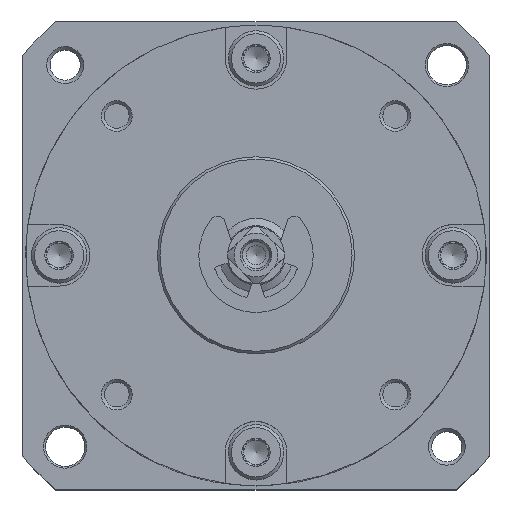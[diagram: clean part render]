
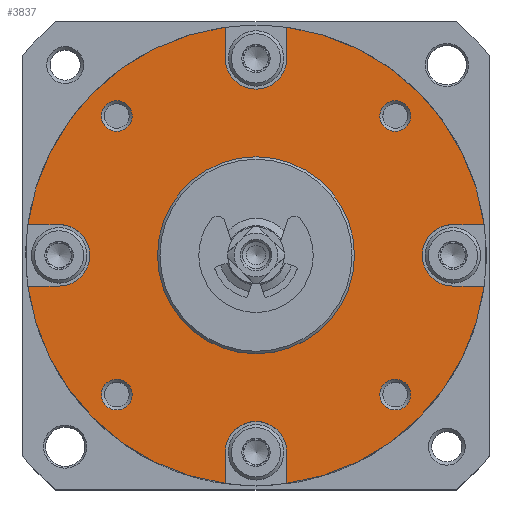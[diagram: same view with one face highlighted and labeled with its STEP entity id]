
A CAD part, top view. The second image highlights one B-rep face of the part: STEP entity #3837.
In plain terms, the highlighted face is planar.
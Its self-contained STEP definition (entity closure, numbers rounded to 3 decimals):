
#53=PLANE('',#4174);
#308=LINE('',#6231,#532);
#309=LINE('',#6235,#533);
#310=LINE('',#6236,#534);
#311=LINE('',#6240,#535);
#312=LINE('',#6241,#536);
#313=LINE('',#6245,#537);
#314=LINE('',#6246,#538);
#315=LINE('',#6250,#539);
#532=VECTOR('',#4795,1000.);
#533=VECTOR('',#4798,1000.);
#534=VECTOR('',#4799,1000.);
#535=VECTOR('',#4802,1000.);
#536=VECTOR('',#4803,1000.);
#537=VECTOR('',#4806,1000.);
#538=VECTOR('',#4807,1000.);
#539=VECTOR('',#4810,1000.);
#822=ORIENTED_EDGE('',*,*,#1886,.F.);
#823=ORIENTED_EDGE('',*,*,#1887,.F.);
#824=ORIENTED_EDGE('',*,*,#1888,.T.);
#825=ORIENTED_EDGE('',*,*,#1879,.F.);
#826=ORIENTED_EDGE('',*,*,#1889,.F.);
#827=ORIENTED_EDGE('',*,*,#1890,.T.);
#828=ORIENTED_EDGE('',*,*,#1891,.T.);
#829=ORIENTED_EDGE('',*,*,#1875,.F.);
#830=ORIENTED_EDGE('',*,*,#1892,.F.);
#831=ORIENTED_EDGE('',*,*,#1893,.T.);
#832=ORIENTED_EDGE('',*,*,#1894,.T.);
#833=ORIENTED_EDGE('',*,*,#1871,.F.);
#834=ORIENTED_EDGE('',*,*,#1895,.F.);
#835=ORIENTED_EDGE('',*,*,#1896,.T.);
#836=ORIENTED_EDGE('',*,*,#1897,.T.);
#837=ORIENTED_EDGE('',*,*,#1883,.F.);
#838=ORIENTED_EDGE('',*,*,#1898,.T.);
#839=ORIENTED_EDGE('',*,*,#1899,.T.);
#840=ORIENTED_EDGE('',*,*,#1900,.T.);
#841=ORIENTED_EDGE('',*,*,#1901,.T.);
#842=ORIENTED_EDGE('',*,*,#1902,.T.);
#1871=EDGE_CURVE('',#2378,#2380,#2731,.T.);
#1875=EDGE_CURVE('',#2383,#2384,#2733,.T.);
#1879=EDGE_CURVE('',#2387,#2388,#2735,.T.);
#1883=EDGE_CURVE('',#2391,#2392,#2737,.T.);
#1886=EDGE_CURVE('',#2394,#2391,#308,.T.);
#1887=EDGE_CURVE('',#2395,#2394,#2739,.F.);
#1888=EDGE_CURVE('',#2395,#2388,#309,.T.);
#1889=EDGE_CURVE('',#2396,#2387,#310,.T.);
#1890=EDGE_CURVE('',#2396,#2397,#2740,.T.);
#1891=EDGE_CURVE('',#2397,#2384,#311,.T.);
#1892=EDGE_CURVE('',#2398,#2383,#312,.T.);
#1893=EDGE_CURVE('',#2398,#2399,#2741,.T.);
#1894=EDGE_CURVE('',#2399,#2380,#313,.T.);
#1895=EDGE_CURVE('',#2400,#2378,#314,.T.);
#1896=EDGE_CURVE('',#2400,#2401,#2742,.T.);
#1897=EDGE_CURVE('',#2401,#2392,#315,.T.);
#1898=EDGE_CURVE('',#2402,#2402,#2743,.T.);
#1899=EDGE_CURVE('',#2403,#2403,#2744,.T.);
#1900=EDGE_CURVE('',#2404,#2404,#2745,.T.);
#1901=EDGE_CURVE('',#2405,#2405,#2746,.T.);
#1902=EDGE_CURVE('',#2406,#2406,#2747,.T.);
#2378=VERTEX_POINT('',#6199);
#2380=VERTEX_POINT('',#6202);
#2383=VERTEX_POINT('',#6208);
#2384=VERTEX_POINT('',#6210);
#2387=VERTEX_POINT('',#6216);
#2388=VERTEX_POINT('',#6218);
#2391=VERTEX_POINT('',#6224);
#2392=VERTEX_POINT('',#6226);
#2394=VERTEX_POINT('',#6232);
#2395=VERTEX_POINT('',#6234);
#2396=VERTEX_POINT('',#6237);
#2397=VERTEX_POINT('',#6239);
#2398=VERTEX_POINT('',#6242);
#2399=VERTEX_POINT('',#6244);
#2400=VERTEX_POINT('',#6247);
#2401=VERTEX_POINT('',#6249);
#2402=VERTEX_POINT('',#6252);
#2403=VERTEX_POINT('',#6254);
#2404=VERTEX_POINT('',#6256);
#2405=VERTEX_POINT('',#6258);
#2406=VERTEX_POINT('',#6260);
#2731=CIRCLE('',#4166,18.7);
#2733=CIRCLE('',#4168,18.7);
#2735=CIRCLE('',#4170,18.7);
#2737=CIRCLE('',#4172,18.7);
#2739=CIRCLE('',#4175,2.5);
#2740=CIRCLE('',#4176,2.5);
#2741=CIRCLE('',#4177,2.5);
#2742=CIRCLE('',#4178,2.5);
#2743=CIRCLE('',#4179,1.25);
#2744=CIRCLE('',#4180,1.25);
#2745=CIRCLE('',#4181,1.25);
#2746=CIRCLE('',#4182,1.25);
#2747=CIRCLE('',#4183,8.);
#2981=EDGE_LOOP('',(#822,#823,#824,#825,#826,#827,#828,#829,#830,#831,#832,
#833,#834,#835,#836,#837));
#2982=EDGE_LOOP('',(#838));
#2983=EDGE_LOOP('',(#839));
#2984=EDGE_LOOP('',(#840));
#2985=EDGE_LOOP('',(#841));
#2986=EDGE_LOOP('',(#842));
#3374=FACE_BOUND('',#2981,.T.);
#3375=FACE_BOUND('',#2982,.T.);
#3376=FACE_BOUND('',#2983,.T.);
#3377=FACE_BOUND('',#2984,.T.);
#3378=FACE_BOUND('',#2985,.T.);
#3379=FACE_BOUND('',#2986,.T.);
#3837=ADVANCED_FACE('',(#3374,#3375,#3376,#3377,#3378,#3379),#53,.F.);
#4166=AXIS2_PLACEMENT_3D('',#6201,#4770,#4771);
#4168=AXIS2_PLACEMENT_3D('',#6209,#4776,#4777);
#4170=AXIS2_PLACEMENT_3D('',#6217,#4782,#4783);
#4172=AXIS2_PLACEMENT_3D('',#6225,#4788,#4789);
#4174=AXIS2_PLACEMENT_3D('',#6230,#4793,#4794);
#4175=AXIS2_PLACEMENT_3D('',#6233,#4796,#4797);
#4176=AXIS2_PLACEMENT_3D('',#6238,#4800,#4801);
#4177=AXIS2_PLACEMENT_3D('',#6243,#4804,#4805);
#4178=AXIS2_PLACEMENT_3D('',#6248,#4808,#4809);
#4179=AXIS2_PLACEMENT_3D('',#6251,#4811,#4812);
#4180=AXIS2_PLACEMENT_3D('',#6253,#4813,#4814);
#4181=AXIS2_PLACEMENT_3D('',#6255,#4815,#4816);
#4182=AXIS2_PLACEMENT_3D('',#6257,#4817,#4818);
#4183=AXIS2_PLACEMENT_3D('',#6259,#4819,#4820);
#4770=DIRECTION('',(1.,0.,0.));
#4771=DIRECTION('',(0.,0.,-1.));
#4776=DIRECTION('',(1.,0.,0.));
#4777=DIRECTION('',(0.,0.,-1.));
#4782=DIRECTION('',(1.,0.,0.));
#4783=DIRECTION('',(0.,0.,-1.));
#4788=DIRECTION('',(1.,0.,0.));
#4789=DIRECTION('',(0.,0.,-1.));
#4793=DIRECTION('',(1.,0.,0.));
#4794=DIRECTION('',(0.,0.,-1.));
#4795=DIRECTION('',(0.,1.,0.));
#4796=DIRECTION('',(1.,0.,0.));
#4797=DIRECTION('',(0.,0.,-1.));
#4798=DIRECTION('',(0.,1.,0.));
#4799=DIRECTION('',(0.,0.,-1.));
#4800=DIRECTION('',(1.,0.,0.));
#4801=DIRECTION('',(0.,0.,-1.));
#4802=DIRECTION('',(0.,0.,-1.));
#4803=DIRECTION('',(0.,-1.,0.));
#4804=DIRECTION('',(1.,0.,0.));
#4805=DIRECTION('',(0.,0.,-1.));
#4806=DIRECTION('',(0.,-1.,0.));
#4807=DIRECTION('',(0.,0.,1.));
#4808=DIRECTION('',(1.,0.,0.));
#4809=DIRECTION('',(0.,0.,-1.));
#4810=DIRECTION('',(0.,0.,1.));
#4811=DIRECTION('',(1.,0.,0.));
#4812=DIRECTION('',(0.,0.,-1.));
#4813=DIRECTION('',(1.,0.,0.));
#4814=DIRECTION('',(0.,0.,-1.));
#4815=DIRECTION('',(1.,0.,0.));
#4816=DIRECTION('',(0.,0.,-1.));
#4817=DIRECTION('',(1.,0.,0.));
#4818=DIRECTION('',(0.,0.,-1.));
#4819=DIRECTION('',(1.,0.,0.));
#4820=DIRECTION('',(0.,0.,-1.));
#6199=CARTESIAN_POINT('',(-37.5,-2.5,18.532));
#6201=CARTESIAN_POINT('',(-37.5,0.,0.));
#6202=CARTESIAN_POINT('',(-37.5,-18.532,2.5));
#6208=CARTESIAN_POINT('',(-37.5,-18.532,-2.5));
#6209=CARTESIAN_POINT('',(-37.5,0.,0.));
#6210=CARTESIAN_POINT('',(-37.5,-2.5,-18.532));
#6216=CARTESIAN_POINT('',(-37.5,2.5,-18.532));
#6217=CARTESIAN_POINT('',(-37.5,0.,0.));
#6218=CARTESIAN_POINT('',(-37.5,18.532,-2.5));
#6224=CARTESIAN_POINT('',(-37.5,18.532,2.5));
#6225=CARTESIAN_POINT('',(-37.5,0.,0.));
#6226=CARTESIAN_POINT('',(-37.5,2.5,18.532));
#6230=CARTESIAN_POINT('',(-37.5,8.,0.));
#6231=CARTESIAN_POINT('',(-37.5,8.,2.5));
#6232=CARTESIAN_POINT('',(-37.5,16.,2.5));
#6233=CARTESIAN_POINT('',(-37.5,16.,0.));
#6234=CARTESIAN_POINT('',(-37.5,16.,-2.5));
#6235=CARTESIAN_POINT('',(-37.5,16.,-2.5));
#6236=CARTESIAN_POINT('',(-37.5,2.5,0.));
#6237=CARTESIAN_POINT('',(-37.5,2.5,-16.));
#6238=CARTESIAN_POINT('',(-37.5,0.,-16.));
#6239=CARTESIAN_POINT('',(-37.5,-2.5,-16.));
#6240=CARTESIAN_POINT('',(-37.5,-2.5,-16.));
#6241=CARTESIAN_POINT('',(-37.5,8.,-2.5));
#6242=CARTESIAN_POINT('',(-37.5,-16.,-2.5));
#6243=CARTESIAN_POINT('',(-37.5,-16.,0.));
#6244=CARTESIAN_POINT('',(-37.5,-16.,2.5));
#6245=CARTESIAN_POINT('',(-37.5,-16.,2.5));
#6246=CARTESIAN_POINT('',(-37.5,-2.5,0.));
#6247=CARTESIAN_POINT('',(-37.5,-2.5,16.));
#6248=CARTESIAN_POINT('',(-37.5,0.,16.));
#6249=CARTESIAN_POINT('',(-37.5,2.5,16.));
#6250=CARTESIAN_POINT('',(-37.5,2.5,16.));
#6251=CARTESIAN_POINT('',(-37.5,11.314,-11.314));
#6252=CARTESIAN_POINT('',(-37.5,11.314,-12.564));
#6253=CARTESIAN_POINT('',(-37.5,-11.314,11.314));
#6254=CARTESIAN_POINT('',(-37.5,-11.314,10.064));
#6255=CARTESIAN_POINT('',(-37.5,-11.314,-11.314));
#6256=CARTESIAN_POINT('',(-37.5,-11.314,-12.564));
#6257=CARTESIAN_POINT('',(-37.5,11.314,11.314));
#6258=CARTESIAN_POINT('',(-37.5,11.314,10.064));
#6259=CARTESIAN_POINT('',(-37.5,0.,0.));
#6260=CARTESIAN_POINT('',(-37.5,0.,-8.));
